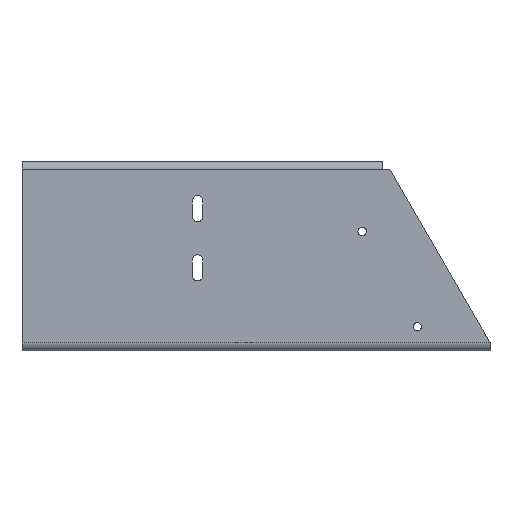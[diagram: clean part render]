
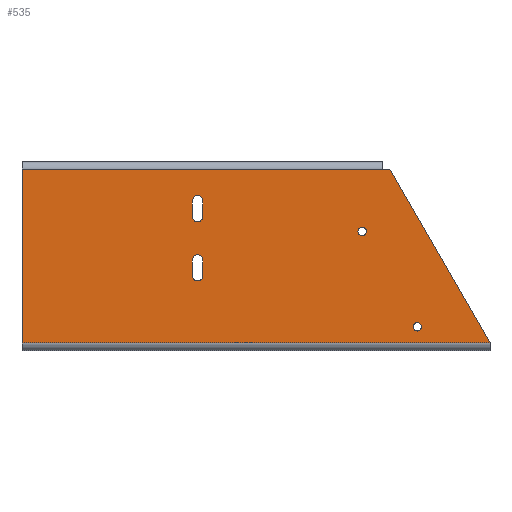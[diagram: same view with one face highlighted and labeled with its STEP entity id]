
A CAD part, front view. The second image highlights one B-rep face of the part: STEP entity #535.
In plain terms, the highlighted planar face has unit normal (0, -1, 0).
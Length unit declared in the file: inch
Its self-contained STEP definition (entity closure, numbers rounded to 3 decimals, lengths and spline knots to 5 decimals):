
#25=FACE_BOUND('',#89,.T.);
#26=FACE_BOUND('',#90,.T.);
#27=FACE_BOUND('',#91,.T.);
#28=FACE_BOUND('',#92,.T.);
#35=CIRCLE('',#577,0.1325);
#36=CIRCLE('',#578,0.1325);
#37=CIRCLE('',#579,0.166);
#38=CIRCLE('',#580,0.166);
#39=CIRCLE('',#581,0.166);
#40=CIRCLE('',#582,0.166);
#55=FACE_OUTER_BOUND('',#88,.T.);
#88=EDGE_LOOP('',(#362,#363,#364,#365,#366));
#89=EDGE_LOOP('',(#367));
#90=EDGE_LOOP('',(#368));
#91=EDGE_LOOP('',(#369,#370,#371,#372));
#92=EDGE_LOOP('',(#373,#374,#375,#376));
#131=LINE('',#796,#186);
#132=LINE('',#798,#187);
#133=LINE('',#800,#188);
#134=LINE('',#802,#189);
#135=LINE('',#803,#190);
#136=LINE('',#812,#191);
#137=LINE('',#815,#192);
#138=LINE('',#820,#193);
#139=LINE('',#823,#194);
#186=VECTOR('',#633,14.85566);
#187=VECTOR('',#634,6.35085);
#188=VECTOR('',#635,0.25);
#189=VECTOR('',#636,11.43024);
#190=VECTOR('',#637,5.5);
#191=VECTOR('',#644,0.5);
#192=VECTOR('',#647,0.5);
#193=VECTOR('',#650,0.5);
#194=VECTOR('',#653,0.5);
#241=VERTEX_POINT('',#794);
#242=VERTEX_POINT('',#795);
#243=VERTEX_POINT('',#797);
#244=VERTEX_POINT('',#799);
#245=VERTEX_POINT('',#801);
#246=VERTEX_POINT('',#804);
#247=VERTEX_POINT('',#806);
#248=VERTEX_POINT('',#808);
#249=VERTEX_POINT('',#809);
#250=VERTEX_POINT('',#811);
#251=VERTEX_POINT('',#813);
#252=VERTEX_POINT('',#816);
#253=VERTEX_POINT('',#817);
#254=VERTEX_POINT('',#819);
#255=VERTEX_POINT('',#821);
#287=EDGE_CURVE('',#241,#242,#131,.T.);
#288=EDGE_CURVE('',#243,#242,#132,.T.);
#289=EDGE_CURVE('',#243,#244,#133,.T.);
#290=EDGE_CURVE('',#244,#245,#134,.T.);
#291=EDGE_CURVE('',#245,#241,#135,.T.);
#292=EDGE_CURVE('',#246,#246,#35,.T.);
#293=EDGE_CURVE('',#247,#247,#36,.T.);
#294=EDGE_CURVE('',#248,#249,#37,.T.);
#295=EDGE_CURVE('',#248,#250,#136,.T.);
#296=EDGE_CURVE('',#251,#250,#38,.T.);
#297=EDGE_CURVE('',#251,#249,#137,.T.);
#298=EDGE_CURVE('',#252,#253,#39,.T.);
#299=EDGE_CURVE('',#252,#254,#138,.T.);
#300=EDGE_CURVE('',#255,#254,#40,.T.);
#301=EDGE_CURVE('',#255,#253,#139,.T.);
#362=ORIENTED_EDGE('',*,*,#287,.T.);
#363=ORIENTED_EDGE('',*,*,#288,.F.);
#364=ORIENTED_EDGE('',*,*,#289,.T.);
#365=ORIENTED_EDGE('',*,*,#290,.T.);
#366=ORIENTED_EDGE('',*,*,#291,.T.);
#367=ORIENTED_EDGE('',*,*,#292,.F.);
#368=ORIENTED_EDGE('',*,*,#293,.F.);
#369=ORIENTED_EDGE('',*,*,#294,.F.);
#370=ORIENTED_EDGE('',*,*,#295,.T.);
#371=ORIENTED_EDGE('',*,*,#296,.F.);
#372=ORIENTED_EDGE('',*,*,#297,.T.);
#373=ORIENTED_EDGE('',*,*,#298,.F.);
#374=ORIENTED_EDGE('',*,*,#299,.T.);
#375=ORIENTED_EDGE('',*,*,#300,.F.);
#376=ORIENTED_EDGE('',*,*,#301,.T.);
#512=PLANE('',#576);
#535=ADVANCED_FACE('',(#55,#25,#26,#27,#28),#512,.F.);
#576=AXIS2_PLACEMENT_3D('',#793,#631,#632);
#577=AXIS2_PLACEMENT_3D('',#805,#638,#639);
#578=AXIS2_PLACEMENT_3D('',#807,#640,#641);
#579=AXIS2_PLACEMENT_3D('',#810,#642,#643);
#580=AXIS2_PLACEMENT_3D('',#814,#645,#646);
#581=AXIS2_PLACEMENT_3D('',#818,#648,#649);
#582=AXIS2_PLACEMENT_3D('',#822,#651,#652);
#631=DIRECTION('center_axis',(0.,1.,0.));
#632=DIRECTION('ref_axis',(1.,0.,0.));
#633=DIRECTION('',(1.,0.,0.));
#634=DIRECTION('',(0.5,0.,-0.866));
#635=DIRECTION('',(-1.,0.,0.));
#636=DIRECTION('',(-1.,0.,0.));
#637=DIRECTION('',(0.,0.,-1.));
#638=DIRECTION('center_axis',(0.,-1.,0.));
#639=DIRECTION('ref_axis',(1.,0.,0.));
#640=DIRECTION('center_axis',(0.,-1.,0.));
#641=DIRECTION('ref_axis',(1.,0.,0.));
#642=DIRECTION('center_axis',(0.,-1.,0.));
#643=DIRECTION('ref_axis',(-1.,0.,0.));
#644=DIRECTION('',(0.,0.,1.));
#645=DIRECTION('center_axis',(0.,-1.,0.));
#646=DIRECTION('ref_axis',(1.,0.,0.));
#647=DIRECTION('',(0.,0.,-1.));
#648=DIRECTION('center_axis',(0.,-1.,0.));
#649=DIRECTION('ref_axis',(-1.,0.,0.));
#650=DIRECTION('',(0.,0.,1.));
#651=DIRECTION('center_axis',(0.,-1.,0.));
#652=DIRECTION('ref_axis',(1.,0.,0.));
#653=DIRECTION('',(0.,0.,-1.));
#793=CARTESIAN_POINT('Origin',(0.,0.,0.));
#794=CARTESIAN_POINT('',(14.01185,0.,0.25));
#795=CARTESIAN_POINT('',(28.86751,0.,0.25));
#796=CARTESIAN_POINT('',(14.01185,0.,0.25));
#797=CARTESIAN_POINT('',(25.69209,0.,5.75));
#798=CARTESIAN_POINT('',(25.69209,0.,5.75));
#799=CARTESIAN_POINT('',(25.44209,0.,5.75));
#800=CARTESIAN_POINT('',(25.69209,0.,5.75));
#801=CARTESIAN_POINT('',(14.01185,0.,5.75));
#802=CARTESIAN_POINT('',(25.44209,0.,5.75));
#803=CARTESIAN_POINT('',(14.01185,0.,5.75));
#804=CARTESIAN_POINT('',(26.69061,0.,0.75));
#805=CARTESIAN_POINT('Origin',(26.55811,0.,0.75));
#806=CARTESIAN_POINT('',(24.94061,0.,3.78109));
#807=CARTESIAN_POINT('Origin',(24.80811,0.,3.78109));
#808=CARTESIAN_POINT('',(19.418,0.,2.375));
#809=CARTESIAN_POINT('',(19.75,0.,2.375));
#810=CARTESIAN_POINT('Origin',(19.584,0.,2.375));
#811=CARTESIAN_POINT('',(19.418,0.,2.875));
#812=CARTESIAN_POINT('',(19.418,0.,2.375));
#813=CARTESIAN_POINT('',(19.75,0.,2.875));
#814=CARTESIAN_POINT('Origin',(19.584,0.,2.875));
#815=CARTESIAN_POINT('',(19.75,0.,2.875));
#816=CARTESIAN_POINT('',(19.418,0.,4.25));
#817=CARTESIAN_POINT('',(19.75,0.,4.25));
#818=CARTESIAN_POINT('Origin',(19.584,0.,4.25));
#819=CARTESIAN_POINT('',(19.418,0.,4.75));
#820=CARTESIAN_POINT('',(19.418,0.,4.25));
#821=CARTESIAN_POINT('',(19.75,0.,4.75));
#822=CARTESIAN_POINT('Origin',(19.584,0.,4.75));
#823=CARTESIAN_POINT('',(19.75,0.,4.75));
